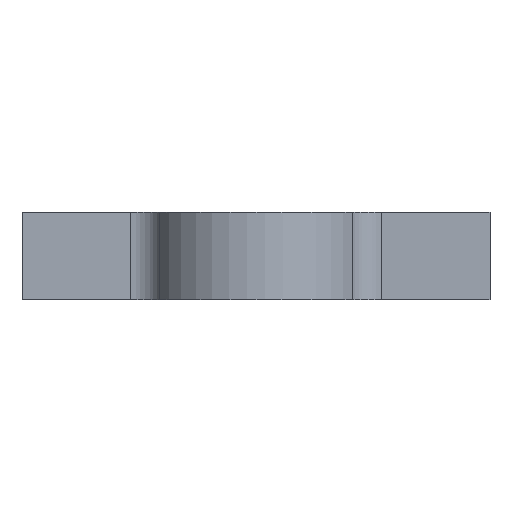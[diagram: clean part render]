
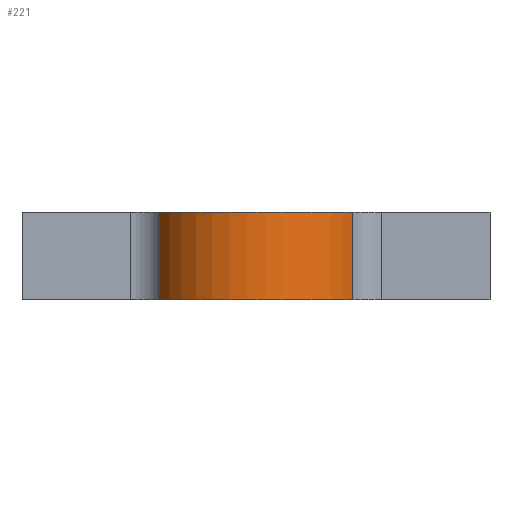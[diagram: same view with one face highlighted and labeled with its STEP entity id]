
A CAD part, left-side view. The second image highlights one B-rep face of the part: STEP entity #221.
In plain terms, the highlighted cylindrical face has radius 10 mm (diameter 20 mm), a partial arc.
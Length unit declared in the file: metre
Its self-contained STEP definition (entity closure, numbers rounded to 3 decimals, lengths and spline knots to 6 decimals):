
#221 = ADVANCED_FACE( '', ( #451 ), #452, .T. );
#451 = FACE_OUTER_BOUND( '', #2702, .T. );
#452 = CYLINDRICAL_SURFACE( '', #2703, 0.01 );
#2702 = EDGE_LOOP( '', ( #3415, #3416, #3417, #3418 ) );
#2703 = AXIS2_PLACEMENT_3D( '', #3419, #3420, #3421 );
#3415 = ORIENTED_EDGE( '', *, *, #3839, .T. );
#3416 = ORIENTED_EDGE( '', *, *, #3840, .T. );
#3417 = ORIENTED_EDGE( '', *, *, #3836, .F. );
#3418 = ORIENTED_EDGE( '', *, *, #3819, .F. );
#3419 = CARTESIAN_POINT( '', ( 0., -0.008, 0. ) );
#3420 = DIRECTION( '', ( 0., -1., 0. ) );
#3421 = DIRECTION( '', ( -1., 0., 0. ) );
#3819 = EDGE_CURVE( '', #4149, #4152, #4153, .T. );
#3836 = EDGE_CURVE( '', #4152, #4174, #4175, .T. );
#3839 = EDGE_CURVE( '', #4149, #4178, #4179, .T. );
#3840 = EDGE_CURVE( '', #4178, #4174, #4180, .T. );
#4149 = VERTEX_POINT( '', #6654 );
#4152 = VERTEX_POINT( '', #6657 );
#4153 = LINE( '', #6658, #6659 );
#4174 = VERTEX_POINT( '', #6688 );
#4175 = CIRCLE( '', #6689, 0.01 );
#4178 = VERTEX_POINT( '', #6692 );
#4179 = CIRCLE( '', #6693, 0.01 );
#4180 = LINE( '', #6694, #6695 );
#6654 = CARTESIAN_POINT( '', ( -0.008871, 0., -0.004615 ) );
#6657 = CARTESIAN_POINT( '', ( -0.008871, -0.008, -0.004615 ) );
#6658 = CARTESIAN_POINT( '', ( -0.008871, 0.003113, -0.004615 ) );
#6659 = VECTOR( '', #7070, 1. );
#6688 = CARTESIAN_POINT( '', ( 0.008871, -0.008, -0.004615 ) );
#6689 = AXIS2_PLACEMENT_3D( '', #7091, #7092, #7093 );
#6692 = CARTESIAN_POINT( '', ( 0.008871, 0., -0.004615 ) );
#6693 = AXIS2_PLACEMENT_3D( '', #7097, #7098, #7099 );
#6694 = CARTESIAN_POINT( '', ( 0.008871, 0.003113, -0.004615 ) );
#6695 = VECTOR( '', #7100, 1. );
#7070 = DIRECTION( '', ( 0., -1., 0. ) );
#7091 = CARTESIAN_POINT( '', ( 0., -0.008, 0. ) );
#7092 = DIRECTION( '', ( 0., -1., 0. ) );
#7093 = DIRECTION( '', ( 1., 0., 0. ) );
#7097 = CARTESIAN_POINT( '', ( 0., 0., 0. ) );
#7098 = DIRECTION( '', ( 0., -1., 0. ) );
#7099 = DIRECTION( '', ( 1., 0., 0. ) );
#7100 = DIRECTION( '', ( 0., -1., 0. ) );
